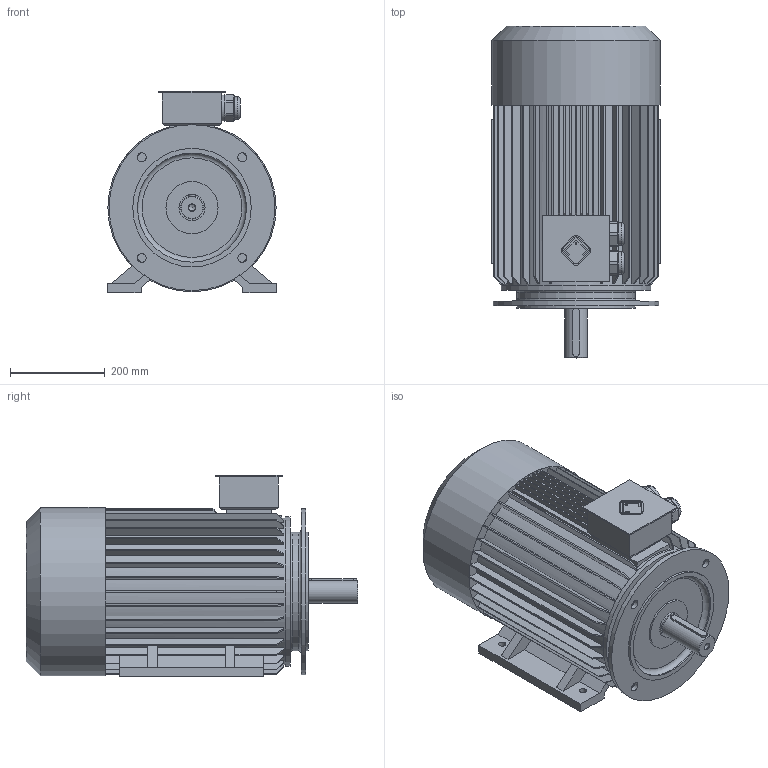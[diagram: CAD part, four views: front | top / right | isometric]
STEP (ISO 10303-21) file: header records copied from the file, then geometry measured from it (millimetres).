
FILE_DESCRIPTION(/* description */ ('Unknown'),/* implementation_level */ '2;1');
FILE_NAME(/* name */ 'AIS180M_В35',/* time_stamp */ '2021-03-29T15:51:28+03:00',/* author */ ('Unknown'),/* organization */ ('Unknown'),/* preprocessor_version */ 'ST-DEVELOPER v16',/* originating_system */ 'DEX',/* authorisation */ $);
FILE_SCHEMA (('AUTOMOTIVE_DESIGN {1 0 10303 214 3 1 1}'));
Length unit declared in the file: millimetre
Products named in the file (1): AIS180M_ﾂ35
Bounding box: 355 x 700 x 426 mm (x, y, z)
Volume: 51379155.6 mm3; surface area: 1654477.2 mm2
Topology: 1 solids, 1 shells, 409 faces, 1156 edges, 765 vertices
Faces by surface type: plane 290, cylinder 76, cone 38, torus 5
Full cylindrical faces by diameter (mm): 13.835 x2, 15 x4, 19 x4, 47.095 x2, 48 x1, 55 x1, 56.5 x2, 110 x1, 230 x1, 250 x2, 310 x1, 315 x1, 350 x1, 355 x1
Entity records: 16147 total; most frequent: CARTESIAN_POINT 2694, ORIENTED_EDGE 2210, DIRECTION 2177, EDGE_CURVE 1105, VERTEX_POINT 749, AXIS2_PLACEMENT_3D 732, LINE 713, VECTOR 713
